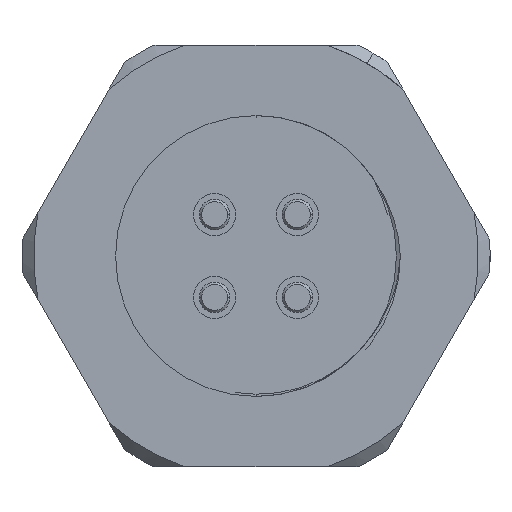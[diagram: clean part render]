
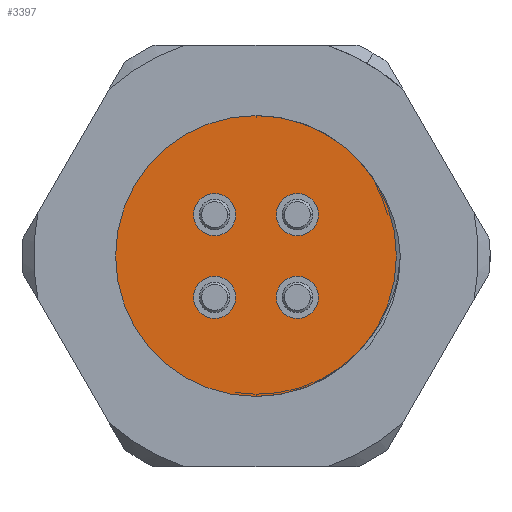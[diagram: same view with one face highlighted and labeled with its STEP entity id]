
A CAD part, left-side view. The second image highlights one B-rep face of the part: STEP entity #3397.
In plain terms, the highlighted planar face has unit normal (-1, 0, 0).
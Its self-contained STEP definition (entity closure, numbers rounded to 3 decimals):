
#121 = DIRECTION ( 'NONE',  ( -1., 0., 0. ) ) ;
#139 = VERTEX_POINT ( 'NONE', #6104 ) ;
#864 = VERTEX_POINT ( 'NONE', #5042 ) ;
#959 = CARTESIAN_POINT ( 'NONE',  ( -13., 0., 0. ) ) ;
#987 = ORIENTED_EDGE ( 'NONE', *, *, #11897, .F. ) ;
#1012 = CARTESIAN_POINT ( 'NONE',  ( -13., 0.868, 1.768 ) ) ;
#1051 = DIRECTION ( 'NONE',  ( 0., -1., 0. ) ) ;
#1153 = DIRECTION ( 'NONE',  ( 0., -1., 0. ) ) ;
#1424 = DIRECTION ( 'NONE',  ( 0., -1., 0. ) ) ;
#1743 = VERTEX_POINT ( 'NONE', #7567 ) ;
#1816 = DIRECTION ( 'NONE',  ( 1., 0., 0. ) ) ;
#1846 = CARTESIAN_POINT ( 'NONE',  ( -13., 1.768, 1.768 ) ) ;
#1923 = FACE_BOUND ( 'NONE', #2503, .T. ) ;
#2006 = CARTESIAN_POINT ( 'NONE',  ( -13., -1.768, -1.768 ) ) ;
#2134 = EDGE_CURVE ( 'NONE', #1743, #864, #11428, .T. ) ;
#2327 = VERTEX_POINT ( 'NONE', #1012 ) ;
#2503 = EDGE_LOOP ( 'NONE', ( #12524, #9276 ) ) ;
#2687 = DIRECTION ( 'NONE',  ( -1., 0., 0. ) ) ;
#2707 = DIRECTION ( 'NONE',  ( -1., 0., 0. ) ) ;
#3068 = FACE_OUTER_BOUND ( 'NONE', #5776, .T. ) ;
#3215 = ORIENTED_EDGE ( 'NONE', *, *, #7026, .F. ) ;
#3269 = EDGE_LOOP ( 'NONE', ( #7505, #5678 ) ) ;
#3397 = ADVANCED_FACE ( 'NONE', ( #9719, #1923, #5002, #3981, #3068 ), #6982, .T. ) ;
#3467 = VERTEX_POINT ( 'NONE', #4871 ) ;
#3489 = EDGE_CURVE ( 'NONE', #5310, #139, #9217, .T. ) ;
#3603 = DIRECTION ( 'NONE',  ( -1., 0., 0. ) ) ;
#3699 = CIRCLE ( 'NONE', #5345, 6. ) ;
#3770 = AXIS2_PLACEMENT_3D ( 'NONE', #1846, #12528, #4075 ) ;
#3808 = DIRECTION ( 'NONE',  ( 0., 1., 0. ) ) ;
#3818 = CARTESIAN_POINT ( 'NONE',  ( -13., 0., 0. ) ) ;
#3822 = CIRCLE ( 'NONE', #6483, 0.9 ) ;
#3918 = DIRECTION ( 'NONE',  ( -1., 0., 0. ) ) ;
#3967 = CIRCLE ( 'NONE', #3770, 0.9 ) ;
#3981 = FACE_BOUND ( 'NONE', #8749, .T. ) ;
#4075 = DIRECTION ( 'NONE',  ( 0., -1., 0. ) ) ;
#4108 = DIRECTION ( 'NONE',  ( 0., -1., 0. ) ) ;
#4133 = DIRECTION ( 'NONE',  ( 0., -1., 0. ) ) ;
#4499 = CARTESIAN_POINT ( 'NONE',  ( -13., -1.768, 1.768 ) ) ;
#4639 = CARTESIAN_POINT ( 'NONE',  ( -13., 6., 0. ) ) ;
#4743 = CIRCLE ( 'NONE', #7194, 6. ) ;
#4871 = CARTESIAN_POINT ( 'NONE',  ( -13., -2.668, -1.768 ) ) ;
#5002 = FACE_BOUND ( 'NONE', #3269, .T. ) ;
#5042 = CARTESIAN_POINT ( 'NONE',  ( -13., -2.668, 1.768 ) ) ;
#5114 = CIRCLE ( 'NONE', #8375, 0.9 ) ;
#5275 = CARTESIAN_POINT ( 'NONE',  ( -13., -6., 0. ) ) ;
#5310 = VERTEX_POINT ( 'NONE', #6856 ) ;
#5345 = AXIS2_PLACEMENT_3D ( 'NONE', #8481, #1816, #3808 ) ;
#5553 = AXIS2_PLACEMENT_3D ( 'NONE', #6086, #3918, #4108 ) ;
#5623 = DIRECTION ( 'NONE',  ( 0., 1., 0. ) ) ;
#5660 = ORIENTED_EDGE ( 'NONE', *, *, #11021, .F. ) ;
#5678 = ORIENTED_EDGE ( 'NONE', *, *, #2134, .F. ) ;
#5776 = EDGE_LOOP ( 'NONE', ( #3215, #10200 ) ) ;
#5823 = ORIENTED_EDGE ( 'NONE', *, *, #11858, .F. ) ;
#6086 = CARTESIAN_POINT ( 'NONE',  ( -13., 1.768, -1.768 ) ) ;
#6104 = CARTESIAN_POINT ( 'NONE',  ( -13., 2.668, -1.768 ) ) ;
#6483 = AXIS2_PLACEMENT_3D ( 'NONE', #6802, #2707, #12426 ) ;
#6540 = DIRECTION ( 'NONE',  ( 0., -1., 0. ) ) ;
#6802 = CARTESIAN_POINT ( 'NONE',  ( -13., 1.768, -1.768 ) ) ;
#6856 = CARTESIAN_POINT ( 'NONE',  ( -13., 0.868, -1.768 ) ) ;
#6982 = PLANE ( 'NONE',  #7999 ) ;
#7026 = EDGE_CURVE ( 'NONE', #8737, #9151, #4743, .T. ) ;
#7109 = AXIS2_PLACEMENT_3D ( 'NONE', #12357, #3603, #6540 ) ;
#7154 = DIRECTION ( 'NONE',  ( -1., 0., 0. ) ) ;
#7194 = AXIS2_PLACEMENT_3D ( 'NONE', #3818, #11480, #5623 ) ;
#7314 = CARTESIAN_POINT ( 'NONE',  ( -13., -0.868, -1.768 ) ) ;
#7442 = AXIS2_PLACEMENT_3D ( 'NONE', #9170, #8282, #1424 ) ;
#7505 = ORIENTED_EDGE ( 'NONE', *, *, #10176, .F. ) ;
#7521 = VERTEX_POINT ( 'NONE', #8289 ) ;
#7553 = DIRECTION ( 'NONE',  ( 0., -1., 0. ) ) ;
#7567 = CARTESIAN_POINT ( 'NONE',  ( -13., -0.868, 1.768 ) ) ;
#7999 = AXIS2_PLACEMENT_3D ( 'NONE', #959, #121, #1153 ) ;
#8282 = DIRECTION ( 'NONE',  ( -1., 0., 0. ) ) ;
#8289 = CARTESIAN_POINT ( 'NONE',  ( -13., 2.668, 1.768 ) ) ;
#8375 = AXIS2_PLACEMENT_3D ( 'NONE', #12005, #7154, #4133 ) ;
#8481 = CARTESIAN_POINT ( 'NONE',  ( -13., 0., 0. ) ) ;
#8737 = VERTEX_POINT ( 'NONE', #4639 ) ;
#8749 = EDGE_LOOP ( 'NONE', ( #987, #11533 ) ) ;
#8826 = EDGE_CURVE ( 'NONE', #139, #5310, #3822, .T. ) ;
#9003 = CIRCLE ( 'NONE', #12262, 0.9 ) ;
#9151 = VERTEX_POINT ( 'NONE', #5275 ) ;
#9170 = CARTESIAN_POINT ( 'NONE',  ( -13., -1.768, -1.768 ) ) ;
#9217 = CIRCLE ( 'NONE', #5553, 0.9 ) ;
#9276 = ORIENTED_EDGE ( 'NONE', *, *, #8826, .F. ) ;
#9599 = AXIS2_PLACEMENT_3D ( 'NONE', #4499, #2687, #7553 ) ;
#9719 = FACE_BOUND ( 'NONE', #10012, .T. ) ;
#9801 = DIRECTION ( 'NONE',  ( -1., 0., 0. ) ) ;
#10012 = EDGE_LOOP ( 'NONE', ( #5823, #5660 ) ) ;
#10118 = VERTEX_POINT ( 'NONE', #7314 ) ;
#10176 = EDGE_CURVE ( 'NONE', #864, #1743, #10978, .T. ) ;
#10200 = ORIENTED_EDGE ( 'NONE', *, *, #11333, .F. ) ;
#10877 = EDGE_CURVE ( 'NONE', #7521, #2327, #5114, .T. ) ;
#10978 = CIRCLE ( 'NONE', #7109, 0.9 ) ;
#11021 = EDGE_CURVE ( 'NONE', #10118, #3467, #9003, .T. ) ;
#11333 = EDGE_CURVE ( 'NONE', #9151, #8737, #3699, .T. ) ;
#11428 = CIRCLE ( 'NONE', #9599, 0.9 ) ;
#11480 = DIRECTION ( 'NONE',  ( 1., 0., 0. ) ) ;
#11533 = ORIENTED_EDGE ( 'NONE', *, *, #10877, .F. ) ;
#11858 = EDGE_CURVE ( 'NONE', #3467, #10118, #12124, .T. ) ;
#11897 = EDGE_CURVE ( 'NONE', #2327, #7521, #3967, .T. ) ;
#12005 = CARTESIAN_POINT ( 'NONE',  ( -13., 1.768, 1.768 ) ) ;
#12124 = CIRCLE ( 'NONE', #7442, 0.9 ) ;
#12262 = AXIS2_PLACEMENT_3D ( 'NONE', #2006, #9801, #1051 ) ;
#12357 = CARTESIAN_POINT ( 'NONE',  ( -13., -1.768, 1.768 ) ) ;
#12426 = DIRECTION ( 'NONE',  ( 0., -1., 0. ) ) ;
#12524 = ORIENTED_EDGE ( 'NONE', *, *, #3489, .F. ) ;
#12528 = DIRECTION ( 'NONE',  ( -1., 0., 0. ) ) ;
